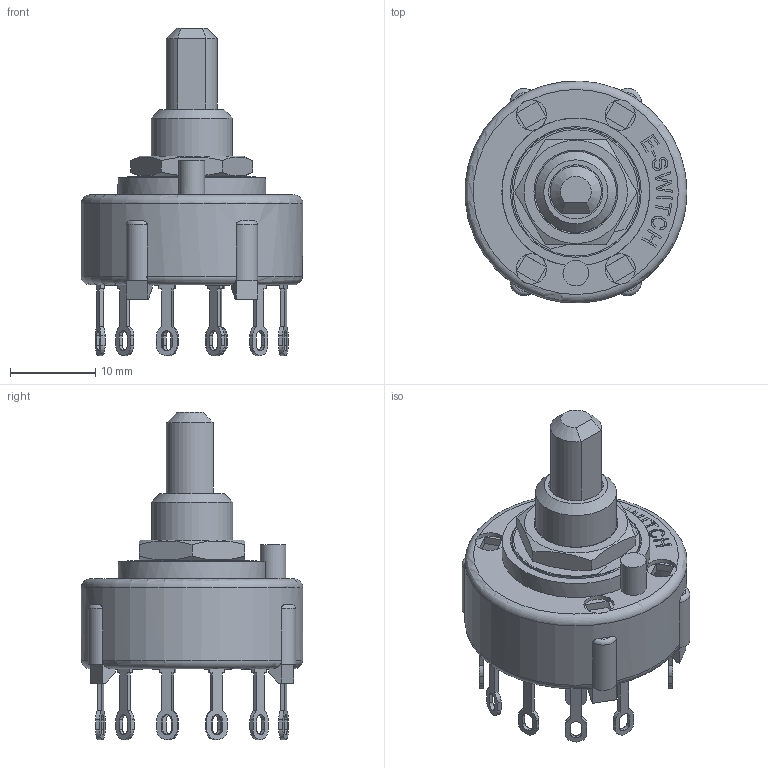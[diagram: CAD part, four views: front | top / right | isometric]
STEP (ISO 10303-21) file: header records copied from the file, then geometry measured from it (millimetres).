
FILE_DESCRIPTION((' '),'2;1');
FILE_NAME('KC25A9.501xLx.stp.stp','2017-07-31T11:27:41',(' '),(' '),' ','ACIS',' ');
FILE_SCHEMA(('CONFIG_CONTROL_DESIGN'));
Length unit declared in the file: inch
Products named in the file (1): KC25A9.501xLx.stp.stp
Bounding box: 25.96 x 25.98 x 38.3 mm (x, y, z)
Volume: 3277.7 mm3; surface area: 5243.8 mm2
Topology: 1 solids, 2 shells, 889 faces, 2468 edges, 1612 vertices
Faces by surface type: plane 582, bspline 164, cylinder 124, torus 13, cone 6
Full cylindrical faces by diameter (mm): 3 x1, 3.55 x4, 6.35 x1, 9.5 x2, 10.25 x1, 10.312 x1, 15 x1, 15.3 x1, 24 x1, 26 x1
Entity records: 29360 total; most frequent: CARTESIAN_POINT 7440, ORIENTED_EDGE 4874, DIRECTION 3831, EDGE_CURVE 2437, VECTOR 1767, LINE 1767, VERTEX_POINT 1601, AXIS2_PLACEMENT_3D 1032
